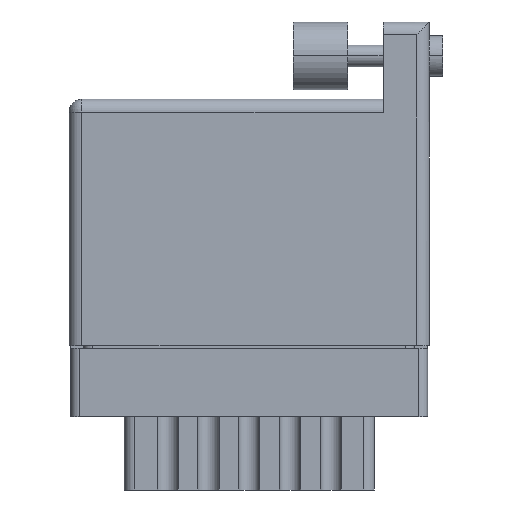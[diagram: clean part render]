
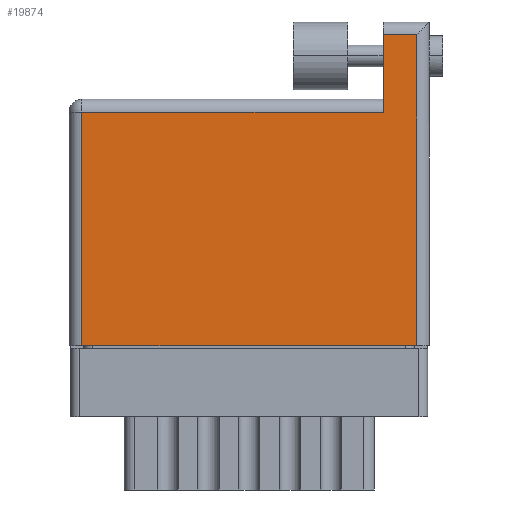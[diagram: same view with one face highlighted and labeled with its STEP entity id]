
A CAD part, front view. The second image highlights one B-rep face of the part: STEP entity #19874.
In plain terms, the highlighted face is planar.
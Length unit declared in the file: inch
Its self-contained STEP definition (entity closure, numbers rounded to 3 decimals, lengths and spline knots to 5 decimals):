
#640 = DIRECTION ( 'NONE',  ( 0., -1., 0. ) ) ;
#1296 = DIRECTION ( 'NONE',  ( -1., 0., 0. ) ) ;
#1642 = LINE ( 'NONE', #11023, #8421 ) ;
#1923 = FACE_OUTER_BOUND ( 'NONE', #15517, .T. ) ;
#2057 = CARTESIAN_POINT ( 'NONE',  ( 0.047, 0., 0. ) ) ;
#2058 = ORIENTED_EDGE ( 'NONE', *, *, #5547, .T. ) ;
#4182 = VERTEX_POINT ( 'NONE', #15140 ) ;
#4705 = DIRECTION ( 'NONE',  ( 0., 1., 0. ) ) ;
#5355 = VERTEX_POINT ( 'NONE', #26878 ) ;
#5547 = EDGE_CURVE ( 'NONE', #9167, #4182, #1642, .T. ) ;
#5904 = VERTEX_POINT ( 'NONE', #13196 ) ;
#6221 = ORIENTED_EDGE ( 'NONE', *, *, #13036, .T. ) ;
#7215 = VERTEX_POINT ( 'NONE', #15794 ) ;
#7571 = LINE ( 'NONE', #16783, #26862 ) ;
#8415 = DIRECTION ( 'NONE',  ( 1., 0., 0. ) ) ;
#8421 = VECTOR ( 'NONE', #8415, 39.37008 ) ;
#9167 = VERTEX_POINT ( 'NONE', #2057 ) ;
#9861 = VECTOR ( 'NONE', #14423, 39.37008 ) ;
#10683 = DIRECTION ( 'NONE',  ( -1., 0., 0. ) ) ;
#11023 = CARTESIAN_POINT ( 'NONE',  ( 0., 0., 0. ) ) ;
#12721 = ORIENTED_EDGE ( 'NONE', *, *, #22406, .T. ) ;
#13001 = CARTESIAN_POINT ( 'NONE',  ( 0., 0.906, 0. ) ) ;
#13036 = EDGE_CURVE ( 'NONE', #7215, #5355, #29184, .T. ) ;
#13196 = CARTESIAN_POINT ( 'NONE',  ( 0.047, 0.859, 0. ) ) ;
#13597 = AXIS2_PLACEMENT_3D ( 'NONE', #13001, #15445, #17905 ) ;
#14423 = DIRECTION ( 'NONE',  ( 0., -1., 0. ) ) ;
#14910 = EDGE_CURVE ( 'NONE', #18618, #7215, #24987, .T. ) ;
#15140 = CARTESIAN_POINT ( 'NONE',  ( 1.278, 0., 0. ) ) ;
#15445 = DIRECTION ( 'NONE',  ( 0., 0., -1. ) ) ;
#15517 = EDGE_LOOP ( 'NONE', ( #2058, #29553, #15706, #6221, #12721, #21482 ) ) ;
#15706 = ORIENTED_EDGE ( 'NONE', *, *, #14910, .T. ) ;
#15794 = CARTESIAN_POINT ( 'NONE',  ( 1.155, 1.143, 0. ) ) ;
#16375 = LINE ( 'NONE', #25782, #23523 ) ;
#16783 = CARTESIAN_POINT ( 'NONE',  ( 0.047, 0., 0. ) ) ;
#16934 = VECTOR ( 'NONE', #1296, 39.37008 ) ;
#17470 = CARTESIAN_POINT ( 'NONE',  ( 1.155, 1.19, 0. ) ) ;
#17905 = DIRECTION ( 'NONE',  ( -1., 0., 0. ) ) ;
#18127 = CARTESIAN_POINT ( 'NONE',  ( 1.278, 1.143, 0. ) ) ;
#18618 = VERTEX_POINT ( 'NONE', #18127 ) ;
#19553 = VECTOR ( 'NONE', #10683, 39.37008 ) ;
#19874 = ADVANCED_FACE ( 'NONE', ( #1923 ), #22833, .F. ) ;
#21482 = ORIENTED_EDGE ( 'NONE', *, *, #25804, .T. ) ;
#22072 = CARTESIAN_POINT ( 'NONE',  ( 0., 0.859, 0. ) ) ;
#22370 = CARTESIAN_POINT ( 'NONE',  ( 1.155, 1.143, 0. ) ) ;
#22406 = EDGE_CURVE ( 'NONE', #5355, #5904, #29151, .T. ) ;
#22833 = PLANE ( 'NONE',  #13597 ) ;
#23523 = VECTOR ( 'NONE', #4705, 39.37008 ) ;
#24987 = LINE ( 'NONE', #22370, #19553 ) ;
#25782 = CARTESIAN_POINT ( 'NONE',  ( 1.278, 1.19, 0. ) ) ;
#25804 = EDGE_CURVE ( 'NONE', #5904, #9167, #7571, .T. ) ;
#26862 = VECTOR ( 'NONE', #640, 39.37008 ) ;
#26878 = CARTESIAN_POINT ( 'NONE',  ( 1.155, 0.859, 0. ) ) ;
#28267 = EDGE_CURVE ( 'NONE', #4182, #18618, #16375, .T. ) ;
#29151 = LINE ( 'NONE', #22072, #16934 ) ;
#29184 = LINE ( 'NONE', #17470, #9861 ) ;
#29553 = ORIENTED_EDGE ( 'NONE', *, *, #28267, .T. ) ;
